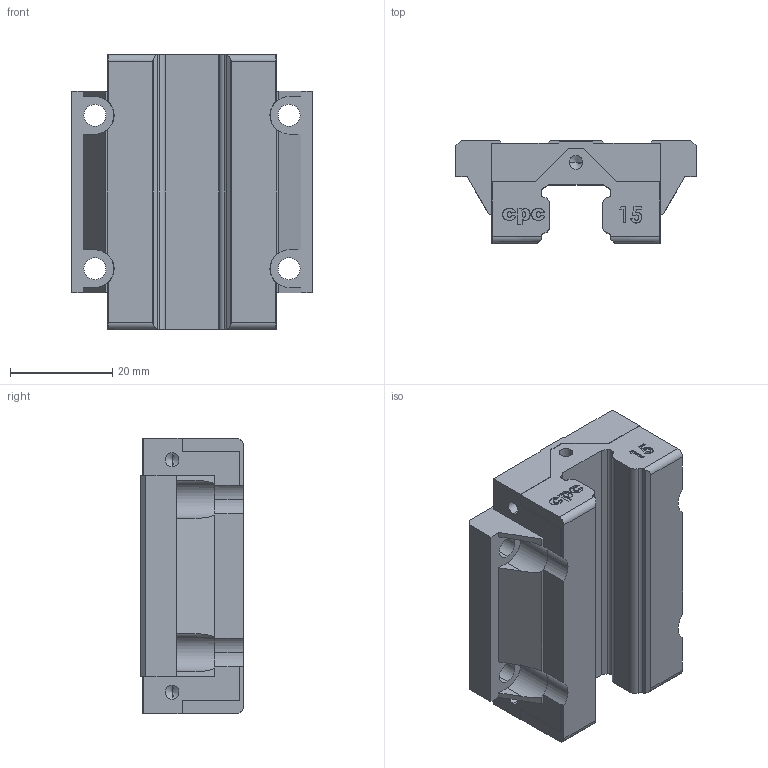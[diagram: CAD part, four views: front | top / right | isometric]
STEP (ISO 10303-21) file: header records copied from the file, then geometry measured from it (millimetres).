
FILE_DESCRIPTION (( 'STEP AP214' ), '1' );
FILE_NAME ('HRC15FN_block.STEP', '2012-02-20T10:29:40', ( '' ), ( '' ), 'SwSTEP 2.0', 'SolidWorks 2010', '' );
FILE_SCHEMA (( 'AUTOMOTIVE_DESIGN' ));
Length unit declared in the file: millimetre
Products named in the file (1): HRC15FN_block
Bounding box: 47 x 20.1 x 54 mm (x, y, z)
Volume: 31845.3 mm3; surface area: 9982 mm2
Topology: 1 solids, 1 shells, 298 faces, 820 edges, 534 vertices
Faces by surface type: plane 148, bspline 74, cylinder 56, cone 20
Entity records: 15644 total; most frequent: CARTESIAN_POINT 8231, ORIENTED_EDGE 1616, DIRECTION 1214, EDGE_CURVE 808, VERTEX_POINT 534, LINE 524, VECTOR 524, AXIS2_PLACEMENT_3D 345
